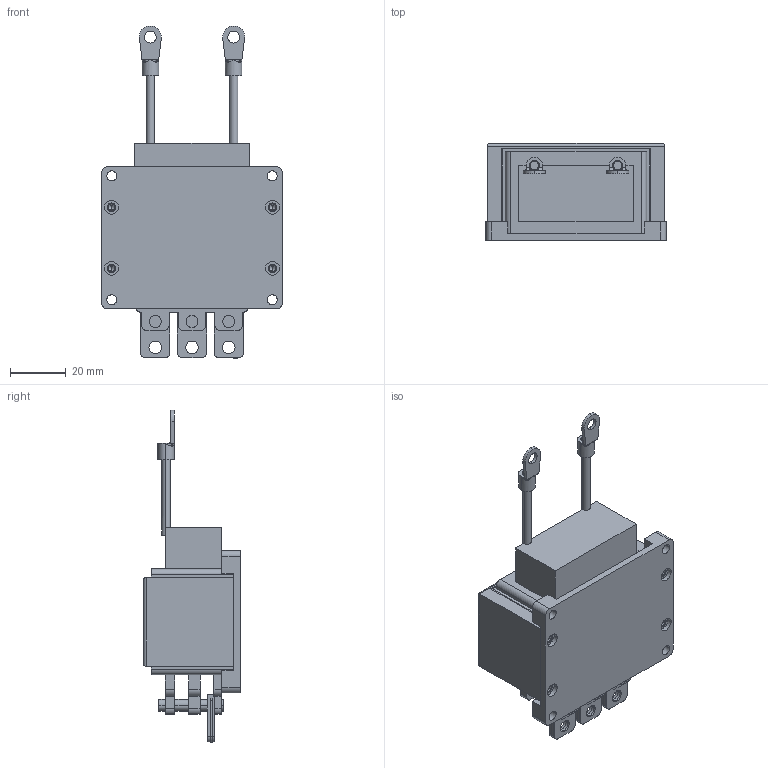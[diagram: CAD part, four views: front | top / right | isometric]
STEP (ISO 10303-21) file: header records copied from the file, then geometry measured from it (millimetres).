
FILE_DESCRIPTION (( 'STEP AP203' ), '1' );
FILE_NAME ('111partstep.STEP', '2019-02-19T08:44:48', ( 'AdministradorLocal' ), ( 'Microsoft' ), 'SwSTEP 2.0', 'SolidWorks 2018', '' );
FILE_SCHEMA (( 'CONFIG_CONTROL_DESIGN' ));
Length unit declared in the file: millimetre
Products named in the file (1): 111partstep
Bounding box: 65 x 35 x 119.59 mm (x, y, z)
Volume: 106295.2 mm3; surface area: 36142.8 mm2
Topology: 8 solids, 8 shells, 396 faces, 1055 edges, 674 vertices
Faces by surface type: cylinder 182, plane 174, cone 24, bspline 16
Entity records: 13008 total; most frequent: CARTESIAN_POINT 2838, DIRECTION 2163, ORIENTED_EDGE 2070, EDGE_CURVE 1035, AXIS2_PLACEMENT_3D 771, VERTEX_POINT 674, LINE 621, VECTOR 621
